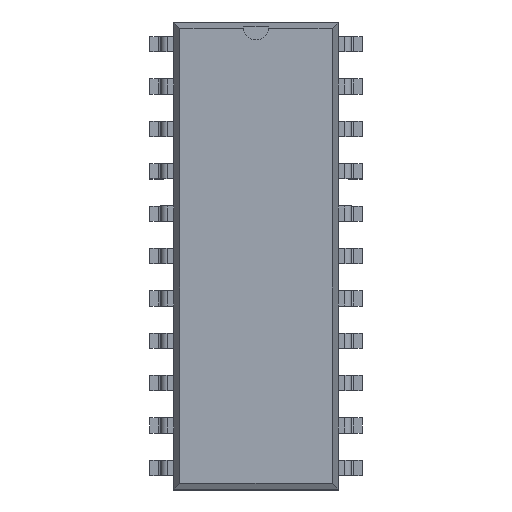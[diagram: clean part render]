
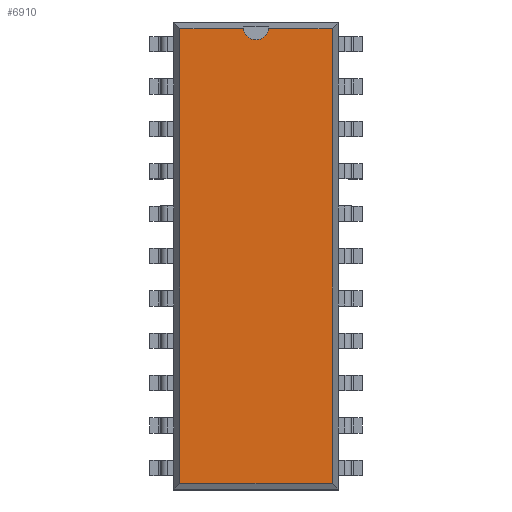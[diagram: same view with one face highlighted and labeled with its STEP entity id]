
A CAD part, top view. The second image highlights one B-rep face of the part: STEP entity #6910.
In plain terms, the highlighted planar face has unit normal (0, 0, 1).
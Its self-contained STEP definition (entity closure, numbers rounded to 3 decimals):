
#27=VECTOR('',#28,1.);
#28=DIRECTION('',(0.,1.,0.));
#34=VECTOR('',#35,1.);
#35=DIRECTION('',(-1.,0.,0.));
#41=VECTOR('',#42,1.);
#42=DIRECTION('',(0.,-1.,0.));
#46=VECTOR('',#47,1.);
#47=DIRECTION('',(1.,0.,0.));
#50=DIRECTION('',(0.,0.,-1.));
#1319=DIRECTION('',(0.,0.,-1.));
#4647=VERTEX_POINT('',#4648);
#4648=CARTESIAN_POINT('',(4.566,13.631,3.68));
#4650=ORIENTED_EDGE('',*,*,#4651,.F.);
#4651=EDGE_CURVE('',#4652,#4647,#4654,.T.);
#4652=VERTEX_POINT('',#4653);
#4653=CARTESIAN_POINT('',(4.566,-13.631,3.68));
#4654=LINE('',#4653,#27);
#5742=VERTEX_POINT('',#5743);
#5743=CARTESIAN_POINT('',(-4.566,13.631,3.68));
#5745=ORIENTED_EDGE('',*,*,#5746,.F.);
#5746=EDGE_CURVE('',#5747,#5742,#5749,.T.);
#5747=VERTEX_POINT('',#5748);
#5748=CARTESIAN_POINT('',(-0.746,13.631,3.68));
#5749=LINE('',#4648,#34);
#5768=VERTEX_POINT('',#5769);
#5769=CARTESIAN_POINT('',(0.746,13.631,3.68));
#5775=ORIENTED_EDGE('',*,*,#5776,.F.);
#5776=EDGE_CURVE('',#4647,#5768,#5749,.T.);
#5817=VERTEX_POINT('',#5818);
#5818=CARTESIAN_POINT('',(-4.566,-13.631,3.68));
#5820=ORIENTED_EDGE('',*,*,#5821,.F.);
#5821=EDGE_CURVE('',#5742,#5817,#5822,.T.);
#5822=LINE('',#5743,#41);
#6905=ORIENTED_EDGE('',*,*,#6906,.F.);
#6906=EDGE_CURVE('',#5817,#4652,#6907,.T.);
#6907=LINE('',#5818,#46);
#6910=ADVANCED_FACE('',(#6911),#6922,.F.);
#6911=FACE_BOUND('',#6912,.F.);
#6912=EDGE_LOOP('',(#4650,#6905,#5820,#5745,#6913,#6920,#5775));
#6913=ORIENTED_EDGE('',*,*,#6914,.F.);
#6914=EDGE_CURVE('',#6915,#5747,#6917,.T.);
#6915=VERTEX_POINT('',#6916);
#6916=CARTESIAN_POINT('',(0.,12.956,3.68));
#6917=CIRCLE('',#6918,0.75);
#6918=AXIS2_PLACEMENT_3D('',#6919,#1319,#42);
#6919=CARTESIAN_POINT('',(0.,13.706,3.68));
#6920=ORIENTED_EDGE('',*,*,#6921,.F.);
#6921=EDGE_CURVE('',#5768,#6915,#6917,.T.);
#6922=PLANE('',#6923);
#6923=AXIS2_PLACEMENT_3D('',#4653,#50,#6924);
#6924=DIRECTION('',(-0.318,0.948,0.));
